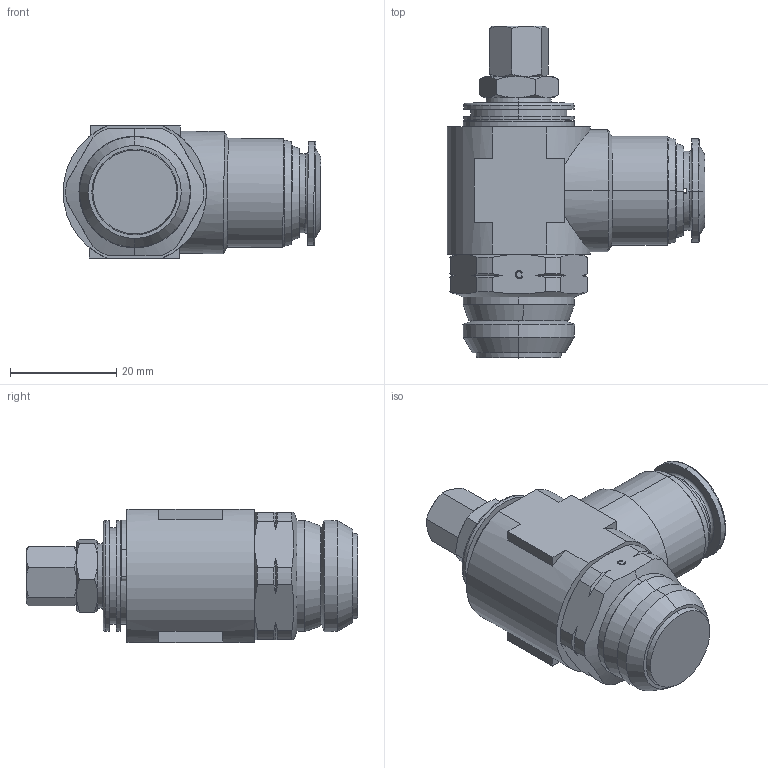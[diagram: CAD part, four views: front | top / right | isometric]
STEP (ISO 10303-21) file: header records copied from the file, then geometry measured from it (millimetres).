
FILE_DESCRIPTION (( 'STEP AP214' ), '1' );
FILE_NAME ('5790500014A.step', '2012-10-22T17:40:05', ( '' ), ( '' ), 'SwSTEP 2.0', 'SolidWorks 2012', '' );
FILE_SCHEMA (( 'AUTOMOTIVE_DESIGN' ));
Length unit declared in the file: millimetre
Products named in the file (1): 5790500014A
Bounding box: 48.55 x 62.5 x 25.13 mm (x, y, z)
Volume: 31166.8 mm3; surface area: 7549.4 mm2
Topology: 1 solids, 1 shells, 198 faces, 487 edges, 306 vertices
Faces by surface type: plane 69, cone 68, cylinder 43, torus 10, bspline 8
Entity records: 8093 total; most frequent: CARTESIAN_POINT 2167, ORIENTED_EDGE 974, DIRECTION 953, EDGE_CURVE 487, AXIS2_PLACEMENT_3D 385, VERTEX_POINT 306, EDGE_LOOP 215, FACE_OUTER_BOUND 198
